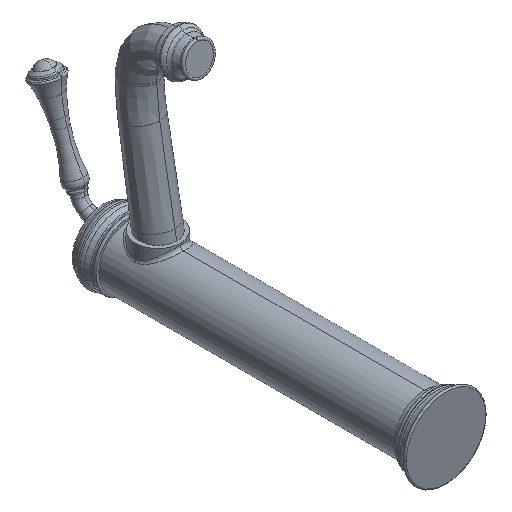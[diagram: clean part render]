
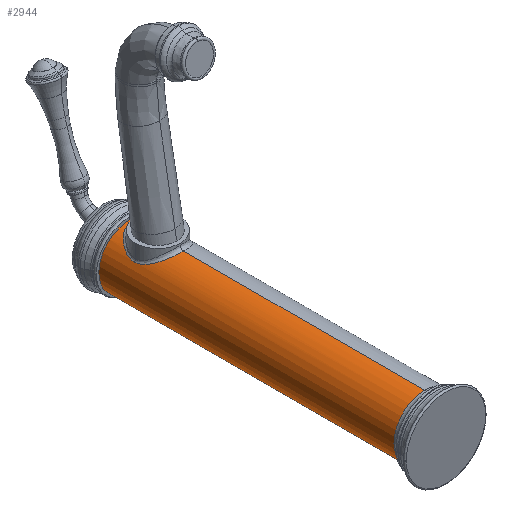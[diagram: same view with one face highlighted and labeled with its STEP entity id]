
A CAD part, isometric view. The second image highlights one B-rep face of the part: STEP entity #2944.
In plain terms, the highlighted cylindrical face has radius 23.495 mm (diameter 46.99 mm), a partial arc.
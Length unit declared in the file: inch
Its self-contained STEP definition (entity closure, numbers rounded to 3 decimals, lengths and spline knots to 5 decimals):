
#363=CARTESIAN_POINT('',(0.,9.566,0.));
#364=DIRECTION('',(0.,-1.,0.));
#365=DIRECTION('',(0.,0.,1.));
#366=AXIS2_PLACEMENT_3D('',#363,#364,#365);
#371=CARTESIAN_POINT('',(0.,9.489,
0.925));
#372=CARTESIAN_POINT('',(-0.01701,9.489,
0.925));
#373=CARTESIAN_POINT('',(-0.05126,9.48762,
0.92406));
#374=CARTESIAN_POINT('',(-0.1032,9.48131,
0.91972));
#375=CARTESIAN_POINT('',(-0.15557,9.47049,
0.91234));
#376=CARTESIAN_POINT('',(-0.20817,9.45494,
0.90181));
#377=CARTESIAN_POINT('',(-0.26074,9.43441,
0.88805));
#378=CARTESIAN_POINT('',(-0.31329,9.40849,
0.87092));
#379=CARTESIAN_POINT('',(-0.36561,9.37667,
0.85031));
#380=CARTESIAN_POINT('',(-0.41719,9.33854,
0.82624));
#381=CARTESIAN_POINT('',(-0.46737,9.29376,
0.79892));
#382=CARTESIAN_POINT('',(-0.51501,9.24245,
0.76904));
#383=CARTESIAN_POINT('',(-0.55901,9.18505,
0.73759));
#384=CARTESIAN_POINT('',(-0.59765,9.1233,
0.70651));
#385=CARTESIAN_POINT('',(-0.63004,9.05932,
0.67764));
#386=CARTESIAN_POINT('',(-0.65559,8.99561,
0.6528));
#387=CARTESIAN_POINT('',(-0.67481,8.93394,
0.6328));
#388=CARTESIAN_POINT('',(-0.68858,8.87442,
0.61772));
#389=CARTESIAN_POINT('',(-0.69773,8.81719,
0.60732));
#390=CARTESIAN_POINT('',(-0.70283,8.76209,
0.60139));
#391=CARTESIAN_POINT('',(-0.7039,8.72649,
0.60013));
#392=CARTESIAN_POINT('',(-0.7039,8.709,
0.60012));
#397=CARTESIAN_POINT('',(-0.7039,8.709,
0.60012));
#398=CARTESIAN_POINT('',(-0.7039,8.69149,
0.60013));
#399=CARTESIAN_POINT('',(-0.70283,8.65584,
0.60138));
#400=CARTESIAN_POINT('',(-0.6977,8.60059,
0.60736));
#401=CARTESIAN_POINT('',(-0.68851,8.54321,
0.61779));
#402=CARTESIAN_POINT('',(-0.67471,8.48366,
0.63292));
#403=CARTESIAN_POINT('',(-0.65547,8.42205,
0.65293));
#404=CARTESIAN_POINT('',(-0.62994,8.35846,
0.67773));
#405=CARTESIAN_POINT('',(-0.59759,8.29459,
0.70657));
#406=CARTESIAN_POINT('',(-0.55899,8.23293,
0.73761));
#407=CARTESIAN_POINT('',(-0.51501,8.17556,
0.76903));
#408=CARTESIAN_POINT('',(-0.46739,8.12425,
0.79891));
#409=CARTESIAN_POINT('',(-0.4172,8.07947,
0.82623));
#410=CARTESIAN_POINT('',(-0.36561,8.04133,
0.85031));
#411=CARTESIAN_POINT('',(-0.31329,8.00951,
0.87092));
#412=CARTESIAN_POINT('',(-0.26074,7.98359,
0.88805));
#413=CARTESIAN_POINT('',(-0.20817,7.96306,
0.90181));
#414=CARTESIAN_POINT('',(-0.15557,7.94752,
0.91234));
#415=CARTESIAN_POINT('',(-0.10321,7.93669,
0.91972));
#416=CARTESIAN_POINT('',(-0.05126,7.93038,
0.92406));
#417=CARTESIAN_POINT('',(-0.01701,7.929,
0.925));
#418=CARTESIAN_POINT('',(0.,7.929,
0.925));
#423=CARTESIAN_POINT('',(0.,0.64635,0.));
#424=DIRECTION('',(0.,-1.,0.));
#425=DIRECTION('',(0.,0.,1.));
#426=AXIS2_PLACEMENT_3D('',#423,#424,#425);
#1486=DIRECTION('',(0.,1.,0.));
#1487=VECTOR('',#1486,8.91965);
#1488=CARTESIAN_POINT('',(0.,0.64635,-0.925));
#1489=LINE('',#1488,#1487);
#1501=DIRECTION('',(0.,1.,0.));
#1502=VECTOR('',#1501,7.28265);
#1503=CARTESIAN_POINT('',(0.,0.64635,0.925));
#1504=LINE('',#1503,#1502);
#1508=CARTESIAN_POINT('',(0.,7.929,
0.925));
#1560=DIRECTION('',(0.,1.,0.));
#1561=VECTOR('',#1560,0.077);
#1562=CARTESIAN_POINT('',(0.,9.489,
0.925));
#1563=LINE('',#1562,#1561);
#2480=CARTESIAN_POINT('',(0.,0.64635,0.925));
#2482=VERTEX_POINT('',#2480);
#2484=CARTESIAN_POINT('',(0.,0.64635,-0.925));
#2486=VERTEX_POINT('',#2484);
#2491=VERTEX_POINT('',#1508);
#2495=VERTEX_POINT('',#371);
#2496=VERTEX_POINT('',#392);
#2657=CARTESIAN_POINT('',(0.,9.566,0.925));
#2658=CARTESIAN_POINT('',(0.,9.566,-0.925));
#2659=VERTEX_POINT('',#2657);
#2660=VERTEX_POINT('',#2658);
#2924=CARTESIAN_POINT('',(0.,10.354,0.));
#2925=DIRECTION('',(0.,-1.,0.));
#2926=DIRECTION('',(0.,0.,-1.));
#2927=AXIS2_PLACEMENT_3D('',#2924,#2925,#2926);
#2928=CYLINDRICAL_SURFACE('',#2927,0.925);
#2930=ORIENTED_EDGE('',*,*,#2929,.F.);
#2932=ORIENTED_EDGE('',*,*,#2931,.F.);
#2934=ORIENTED_EDGE('',*,*,#2933,.T.);
#2936=ORIENTED_EDGE('',*,*,#2935,.T.);
#2938=ORIENTED_EDGE('',*,*,#2937,.F.);
#2939=ORIENTED_EDGE('',*,*,#2912,.T.);
#2941=ORIENTED_EDGE('',*,*,#2940,.T.);
#2942=EDGE_LOOP('',(#2930,#2932,#2934,#2936,#2938,#2939,#2941));
#2943=FACE_OUTER_BOUND('',#2942,.F.);
#367=CIRCLE('',#366,0.925);
#393=B_SPLINE_CURVE_WITH_KNOTS('',3,(#371,#372,#373,#374,#375,#376,#377,#378,
#379,#380,#381,#382,#383,#384,#385,#386,#387,#388,#389,#390,#391,#392),
.UNSPECIFIED.,.F.,.F.,(4,1,1,1,1,1,1,1,1,1,1,1,1,1,1,1,1,1,1,4),(0.,
0.05263,0.10526,0.15789,0.21053,
0.26316,0.31579,0.36842,0.42105,
0.47368,0.52632,0.57895,0.63158,
0.68421,0.73684,0.78947,0.84211,
0.89474,0.94737,1.),.UNSPECIFIED.);
#419=B_SPLINE_CURVE_WITH_KNOTS('',3,(#397,#398,#399,#400,#401,#402,#403,#404,
#405,#406,#407,#408,#409,#410,#411,#412,#413,#414,#415,#416,#417,#418),
.UNSPECIFIED.,.F.,.F.,(4,1,1,1,1,1,1,1,1,1,1,1,1,1,1,1,1,1,1,4),(0.,
0.05263,0.10526,0.15789,0.21053,
0.26316,0.31579,0.36842,0.42105,
0.47368,0.52632,0.57895,0.63158,
0.68421,0.73684,0.78947,0.84211,
0.89474,0.94737,1.),.UNSPECIFIED.);
#427=CIRCLE('',#426,0.925);
#2912=EDGE_CURVE('',#2482,#2486,#427,.T.);
#2929=EDGE_CURVE('',#2659,#2660,#367,.T.);
#2931=EDGE_CURVE('',#2495,#2659,#1563,.T.);
#2933=EDGE_CURVE('',#2495,#2496,#393,.T.);
#2935=EDGE_CURVE('',#2496,#2491,#419,.T.);
#2937=EDGE_CURVE('',#2482,#2491,#1504,.T.);
#2940=EDGE_CURVE('',#2486,#2660,#1489,.T.);
#2944=ADVANCED_FACE('',(#2943),#2928,.T.);
